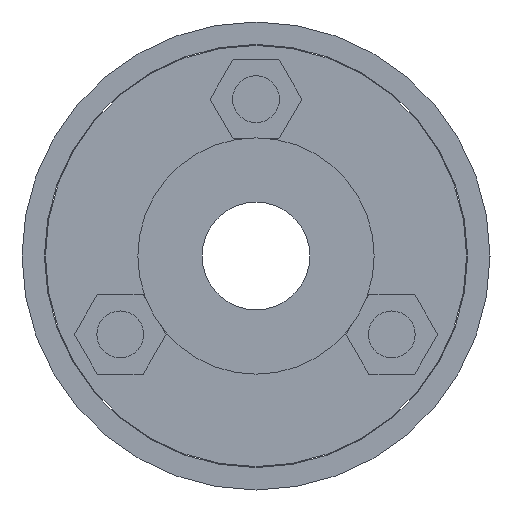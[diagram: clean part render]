
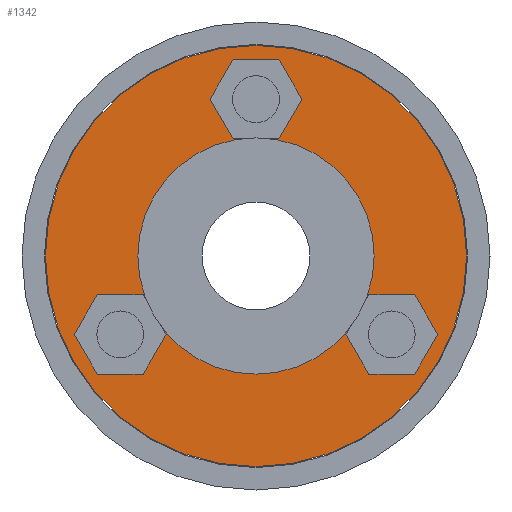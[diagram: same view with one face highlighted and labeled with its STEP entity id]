
A CAD part, left-side view. The second image highlights one B-rep face of the part: STEP entity #1342.
In plain terms, the highlighted planar face has unit normal (-1, 0, 0).
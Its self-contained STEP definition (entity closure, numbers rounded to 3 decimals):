
#42=FACE_BOUND('',#219,.T.);
#43=FACE_BOUND('',#220,.T.);
#44=FACE_BOUND('',#221,.T.);
#45=FACE_BOUND('',#222,.T.);
#71=CIRCLE('',#1446,12.7);
#75=CIRCLE('',#1454,45.);
#135=FACE_OUTER_BOUND('',#218,.T.);
#218=EDGE_LOOP('',(#955));
#219=EDGE_LOOP('',(#956,#957,#958,#959,#960,#961));
#220=EDGE_LOOP('',(#962,#963,#964,#965,#966,#967));
#221=EDGE_LOOP('',(#968,#969,#970,#971,#972,#973));
#222=EDGE_LOOP('',(#974));
#290=LINE('',#1909,#421);
#293=LINE('',#1915,#424);
#296=LINE('',#1921,#427);
#299=LINE('',#1927,#430);
#302=LINE('',#1933,#433);
#305=LINE('',#1937,#436);
#309=LINE('',#1953,#440);
#312=LINE('',#1959,#443);
#315=LINE('',#1965,#446);
#318=LINE('',#1971,#449);
#321=LINE('',#1977,#452);
#324=LINE('',#1981,#455);
#328=LINE('',#1997,#459);
#331=LINE('',#2003,#462);
#334=LINE('',#2009,#465);
#337=LINE('',#2015,#468);
#340=LINE('',#2021,#471);
#343=LINE('',#2025,#474);
#421=VECTOR('',#1536,10.);
#424=VECTOR('',#1541,10.);
#427=VECTOR('',#1546,10.);
#430=VECTOR('',#1551,10.);
#433=VECTOR('',#1556,10.);
#436=VECTOR('',#1561,10.);
#440=VECTOR('',#1577,10.);
#443=VECTOR('',#1582,10.);
#446=VECTOR('',#1587,10.);
#449=VECTOR('',#1592,10.);
#452=VECTOR('',#1597,10.);
#455=VECTOR('',#1602,10.);
#459=VECTOR('',#1618,10.);
#462=VECTOR('',#1623,10.);
#465=VECTOR('',#1628,10.);
#468=VECTOR('',#1633,10.);
#471=VECTOR('',#1638,10.);
#474=VECTOR('',#1643,10.);
#552=VERTEX_POINT('',#1906);
#553=VERTEX_POINT('',#1908);
#555=VERTEX_POINT('',#1914);
#557=VERTEX_POINT('',#1920);
#559=VERTEX_POINT('',#1926);
#561=VERTEX_POINT('',#1932);
#566=VERTEX_POINT('',#1950);
#567=VERTEX_POINT('',#1952);
#569=VERTEX_POINT('',#1958);
#571=VERTEX_POINT('',#1964);
#573=VERTEX_POINT('',#1970);
#575=VERTEX_POINT('',#1976);
#580=VERTEX_POINT('',#1994);
#581=VERTEX_POINT('',#1996);
#583=VERTEX_POINT('',#2002);
#585=VERTEX_POINT('',#2008);
#587=VERTEX_POINT('',#2014);
#589=VERTEX_POINT('',#2020);
#593=VERTEX_POINT('',#2037);
#597=VERTEX_POINT('',#2052);
#664=EDGE_CURVE('',#553,#552,#290,.T.);
#667=EDGE_CURVE('',#555,#553,#293,.T.);
#670=EDGE_CURVE('',#557,#555,#296,.T.);
#673=EDGE_CURVE('',#559,#557,#299,.T.);
#676=EDGE_CURVE('',#561,#559,#302,.T.);
#679=EDGE_CURVE('',#552,#561,#305,.T.);
#685=EDGE_CURVE('',#567,#566,#309,.T.);
#688=EDGE_CURVE('',#569,#567,#312,.T.);
#691=EDGE_CURVE('',#571,#569,#315,.T.);
#694=EDGE_CURVE('',#573,#571,#318,.T.);
#697=EDGE_CURVE('',#575,#573,#321,.T.);
#700=EDGE_CURVE('',#566,#575,#324,.T.);
#706=EDGE_CURVE('',#580,#581,#328,.T.);
#709=EDGE_CURVE('',#581,#583,#331,.T.);
#712=EDGE_CURVE('',#583,#585,#334,.T.);
#715=EDGE_CURVE('',#585,#587,#337,.T.);
#718=EDGE_CURVE('',#587,#589,#340,.T.);
#721=EDGE_CURVE('',#589,#580,#343,.T.);
#727=EDGE_CURVE('',#593,#593,#71,.T.);
#733=EDGE_CURVE('',#597,#597,#75,.T.);
#955=ORIENTED_EDGE('',*,*,#733,.F.);
#956=ORIENTED_EDGE('',*,*,#664,.T.);
#957=ORIENTED_EDGE('',*,*,#679,.T.);
#958=ORIENTED_EDGE('',*,*,#676,.T.);
#959=ORIENTED_EDGE('',*,*,#673,.T.);
#960=ORIENTED_EDGE('',*,*,#670,.T.);
#961=ORIENTED_EDGE('',*,*,#667,.T.);
#962=ORIENTED_EDGE('',*,*,#685,.T.);
#963=ORIENTED_EDGE('',*,*,#700,.T.);
#964=ORIENTED_EDGE('',*,*,#697,.T.);
#965=ORIENTED_EDGE('',*,*,#694,.T.);
#966=ORIENTED_EDGE('',*,*,#691,.T.);
#967=ORIENTED_EDGE('',*,*,#688,.T.);
#968=ORIENTED_EDGE('',*,*,#706,.F.);
#969=ORIENTED_EDGE('',*,*,#721,.F.);
#970=ORIENTED_EDGE('',*,*,#718,.F.);
#971=ORIENTED_EDGE('',*,*,#715,.F.);
#972=ORIENTED_EDGE('',*,*,#712,.F.);
#973=ORIENTED_EDGE('',*,*,#709,.F.);
#974=ORIENTED_EDGE('',*,*,#727,.F.);
#1200=PLANE('',#1453);
#1342=ADVANCED_FACE('',(#135,#42,#43,#44,#45),#1200,.F.);
#1446=AXIS2_PLACEMENT_3D('',#2039,#1660,#1661);
#1453=AXIS2_PLACEMENT_3D('',#2051,#1676,#1677);
#1454=AXIS2_PLACEMENT_3D('',#2053,#1678,#1679);
#1536=DIRECTION('',(0.,-0.5,0.866));
#1541=DIRECTION('',(0.,0.5,0.866));
#1546=DIRECTION('',(0.,1.,0.));
#1551=DIRECTION('',(0.,0.5,-0.866));
#1556=DIRECTION('',(0.,-0.5,-0.866));
#1561=DIRECTION('',(0.,-1.,0.));
#1577=DIRECTION('',(0.,1.,0.));
#1582=DIRECTION('',(0.,0.5,-0.866));
#1587=DIRECTION('',(0.,-0.5,-0.866));
#1592=DIRECTION('',(0.,-1.,0.));
#1597=DIRECTION('',(0.,-0.5,0.866));
#1602=DIRECTION('',(0.,0.5,0.866));
#1618=DIRECTION('',(0.,0.5,0.866));
#1623=DIRECTION('',(0.,1.,0.));
#1628=DIRECTION('',(0.,0.5,-0.866));
#1633=DIRECTION('',(0.,-0.5,-0.866));
#1638=DIRECTION('',(0.,-1.,0.));
#1643=DIRECTION('',(0.,-0.5,0.866));
#1660=DIRECTION('center_axis',(-1.,0.,0.));
#1661=DIRECTION('ref_axis',(0.,1.,0.));
#1676=DIRECTION('center_axis',(1.,0.,0.));
#1677=DIRECTION('ref_axis',(0.,0.,-1.));
#1678=DIRECTION('center_axis',(1.,0.,0.));
#1679=DIRECTION('ref_axis',(0.,1.,0.));
#1906=CARTESIAN_POINT('',(-83.,33.919,-8.25));
#1908=CARTESIAN_POINT('',(-83.,38.827,-16.75));
#1909=CARTESIAN_POINT('',(-83.,31.424,-3.929));
#1914=CARTESIAN_POINT('',(-83.,33.919,-25.25));
#1915=CARTESIAN_POINT('',(-83.,41.131,-12.759));
#1920=CARTESIAN_POINT('',(-83.,24.104,-25.25));
#1921=CARTESIAN_POINT('',(-83.,31.085,-25.25));
#1926=CARTESIAN_POINT('',(-83.,19.197,-16.75));
#1927=CARTESIAN_POINT('',(-83.,19.156,-16.679));
#1932=CARTESIAN_POINT('',(-83.,24.104,-8.25));
#1933=CARTESIAN_POINT('',(-83.,23.955,-8.509));
#1937=CARTESIAN_POINT('',(-83.,26.177,-8.25));
#1950=CARTESIAN_POINT('',(-83.,-24.104,-25.25));
#1952=CARTESIAN_POINT('',(-83.,-33.919,-25.25));
#1953=CARTESIAN_POINT('',(-83.,2.073,-25.25));
#1958=CARTESIAN_POINT('',(-83.,-38.827,-16.75));
#1959=CARTESIAN_POINT('',(-83.,-31.615,-29.241));
#1964=CARTESIAN_POINT('',(-83.,-33.919,-8.25));
#1965=CARTESIAN_POINT('',(-83.,-26.816,4.054));
#1970=CARTESIAN_POINT('',(-83.,-24.104,-8.25));
#1971=CARTESIAN_POINT('',(-83.,-2.835,-8.25));
#1976=CARTESIAN_POINT('',(-83.,-19.197,-16.75));
#1977=CARTESIAN_POINT('',(-83.,-19.346,-16.491));
#1981=CARTESIAN_POINT('',(-83.,-9.64,-0.196));
#1994=CARTESIAN_POINT('',(-83.,-9.815,33.5));
#1996=CARTESIAN_POINT('',(-83.,-4.907,42.));
#1997=CARTESIAN_POINT('',(-83.,-12.31,29.179));
#2002=CARTESIAN_POINT('',(-83.,4.907,42.));
#2003=CARTESIAN_POINT('',(-83.,11.671,42.));
#2008=CARTESIAN_POINT('',(-83.,9.815,33.5));
#2009=CARTESIAN_POINT('',(-83.,16.919,21.196));
#2014=CARTESIAN_POINT('',(-83.,4.907,25.));
#2015=CARTESIAN_POINT('',(-83.,4.866,24.929));
#2020=CARTESIAN_POINT('',(-83.,-4.907,25.));
#2021=CARTESIAN_POINT('',(-83.,16.579,25.));
#2025=CARTESIAN_POINT('',(-83.,4.65,8.446));
#2037=CARTESIAN_POINT('',(-83.,-12.7,0.));
#2039=CARTESIAN_POINT('Origin',(-83.,0.,0.));
#2051=CARTESIAN_POINT('Origin',(-83.,28.25,0.));
#2052=CARTESIAN_POINT('',(-83.,-45.,0.));
#2053=CARTESIAN_POINT('Origin',(-83.,0.,0.));
